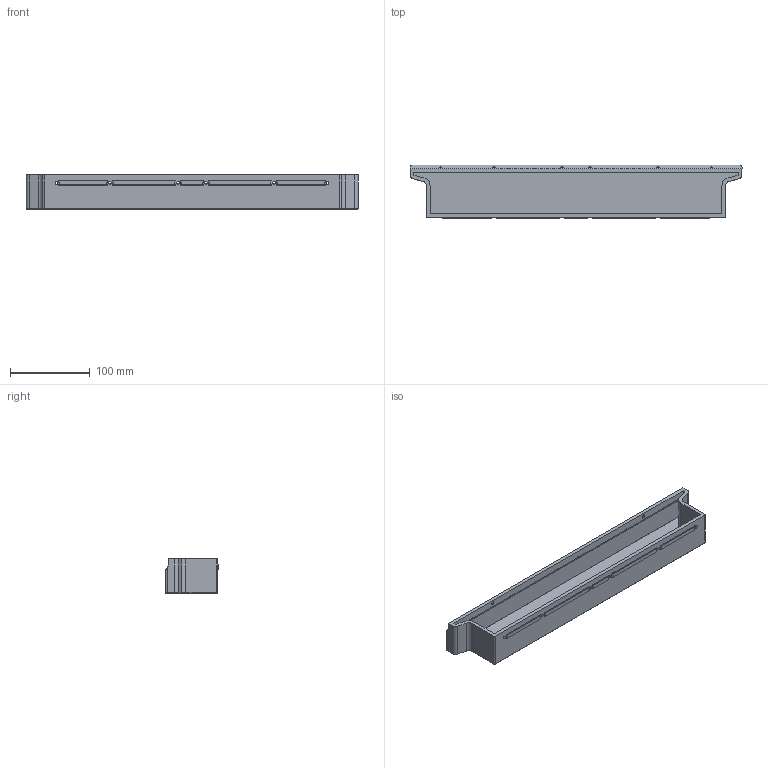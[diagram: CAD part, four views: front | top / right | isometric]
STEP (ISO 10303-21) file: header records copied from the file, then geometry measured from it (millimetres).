
FILE_DESCRIPTION(/* description */ (''),/* implementation_level */ '2;1');
FILE_NAME(/* name */ '350_Front.step',/* time_stamp */ '2024-07-13T14:24:08+02:00',/* author */ (''),/* organization */ (''),/* preprocessor_version */ 'ST-DEVELOPER v20',/* originating_system */ 'Autodesk Translation Framework v13.14.0.145',/* authorisation */ '');
FILE_SCHEMA (('AUTOMOTIVE_DESIGN { 1 0 10303 214 3 1 1 }'));
Length unit declared in the file: millimetre
Products named in the file (1): (Nicht gespeichert)
Bounding box: 416.2 x 67 x 43 mm (x, y, z)
Volume: 334048.3 mm3; surface area: 178368.5 mm2
Topology: 2 solids, 2 shells, 196 faces, 539 edges, 354 vertices
Faces by surface type: plane 124, cylinder 64, cone 8
Full cylindrical faces by diameter (mm): 3.3 x2, 3.4 x10, 3.403 x2, 4.7 x2, 6 x6
Entity records: 6352 total; most frequent: DIRECTION 1115, CARTESIAN_POINT 1090, ORIENTED_EDGE 1078, EDGE_CURVE 539, AXIS2_PLACEMENT_3D 379, LINE 357, VECTOR 357, VERTEX_POINT 354
